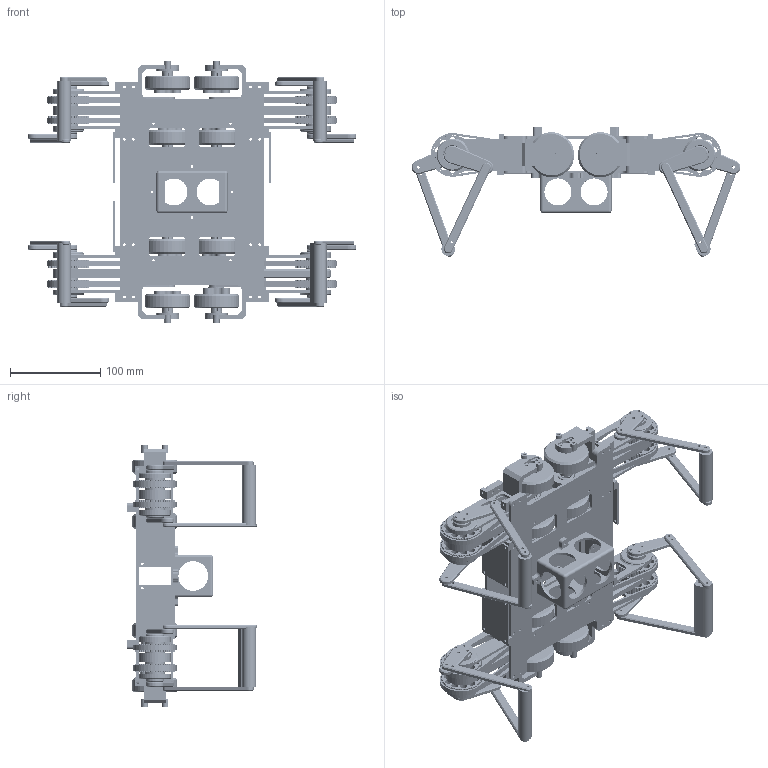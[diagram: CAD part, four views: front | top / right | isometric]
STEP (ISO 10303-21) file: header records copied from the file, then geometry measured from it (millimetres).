
FILE_DESCRIPTION((''),'2;1');
FILE_NAME('8DOG_PY_APPLE_DOG_ASM','2021-02-15T',('hp'),(''),'PRO/ENGINEER BY PARAMETRIC TECHNOLOGY CORPORATION, 2014320','PRO/ENGINEER BY PARAMETRIC TECHNOLOGY CORPORATION, 2014320','');
FILE_SCHEMA(('CONFIG_CONTROL_DESIGN'));
Products named in the file (43): BODY_BOARD_V2; MOTOR_BINDER_V2; 4008-MOTOR; PULLEY_BRACKET; REV_2_SMALL_PULLEY_LONG_PRINT; OUTER_BEARING_6704-ZZ; INNER_BEARING_6701-ZZ; SDP_A_6A53M048NF0908_1; BACKGAP; TEST_N_GAN1; TEST_N_GAN_6; FOOT_FOOT; HTD210_3M_V2; SINGLE_LEG_BIND_2_ASM; MOTOR_BINDER_V2_MIR; 4008-MOTOR_MIR; PULLEY_BRACKET_MIR; OUTER_BEARING_6704-ZZ_MIR; INNER_BEARING_6701-ZZ_MIR; SDP_A_6A53M048NF0908_1_MIR; BACKGAP_MIR; TEST_N_GAN1_MIR; TEST_N_GAN_6_MIR; FOOT_FOOT_MIR; HTD210_3M_V2_MIR; BLDC_PCB_MIR; ASM0003_ASM; ASM0004_ASM; MOTOR_BINDER_V2_MIR_MIR; 4008-MOTOR_MIR_MIR; PULLEY_BRACKET_MIR_MIR; OUTER_BEARING_6704-ZZ_MIR_MIR; INNER_BEARING_6701-ZZ_MIR_MIR; SDP_A_6A53M048NF0908_1_MIR_MIR; BACKGAP_MIR_MIR; TEST_N_GAN1_MIR_MIR; TEST_N_GAN_6_MIR_MIR; FOOT_FOOT_MIR_MIR; HTD210_3M_V2_MIR_MIR; BLDC_PCB_MIR_MIR ...
Assembly tree (100 placements, depth 3):
  8DOG_PY_APPLE_DOG_ASM
    BODY_BOARD_V2  x2
    SINGLE_LEG_BIND_2_ASM
      MOTOR_BINDER_V2  x2
      4008-MOTOR  x2
      PULLEY_BRACKET  x2
      REV_2_SMALL_PULLEY_LONG_PRINT  x2
      OUTER_BEARING_6704-ZZ  x4
      INNER_BEARING_6701-ZZ  x2
      SDP_A_6A53M048NF0908_1  x2
      BACKGAP
      TEST_N_GAN1  x2
      TEST_N_GAN_6  x2
      FOOT_FOOT
      HTD210_3M_V2  x2
    ASM0003_ASM
      MOTOR_BINDER_V2_MIR  x2
      4008-MOTOR_MIR  x2
      PULLEY_BRACKET_MIR  x2
      OUTER_BEARING_6704-ZZ_MIR  x4
      INNER_BEARING_6701-ZZ_MIR  x2
      SDP_A_6A53M048NF0908_1_MIR  x2
      BACKGAP_MIR
      TEST_N_GAN1_MIR  x2
      TEST_N_GAN_6_MIR  x2
      FOOT_FOOT_MIR
      HTD210_3M_V2_MIR  x2
      BLDC_PCB_MIR
    ASM0004_ASM
      MOTOR_BINDER_V2_MIR  x2
      4008-MOTOR_MIR  x2
      PULLEY_BRACKET_MIR  x2
      OUTER_BEARING_6704-ZZ_MIR  x4
      INNER_BEARING_6701-ZZ_MIR  x2
      SDP_A_6A53M048NF0908_1_MIR  x2
      BACKGAP_MIR
      TEST_N_GAN1_MIR  x2
      TEST_N_GAN_6_MIR  x2
      FOOT_FOOT_MIR
      HTD210_3M_V2_MIR  x2
      BLDC_PCB_MIR
    ASM0005_ASM
      MOTOR_BINDER_V2_MIR_MIR  x2
      4008-MOTOR_MIR_MIR  x2
      PULLEY_BRACKET_MIR_MIR  x2
      OUTER_BEARING_6704-ZZ_MIR_MIR  x4
      INNER_BEARING_6701-ZZ_MIR_MIR  x2
      SDP_A_6A53M048NF0908_1_MIR_MIR  x2
      BACKGAP_MIR_MIR
      TEST_N_GAN1_MIR_MIR  x2
      TEST_N_GAN_6_MIR_MIR  x2
      FOOT_FOOT_MIR_MIR
      HTD210_3M_V2_MIR_MIR  x2
      BLDC_PCB_MIR_MIR
    BATTERY_BIND_GAP
Bounding box: 364.11 x 143.17 x 289.8 mm (x, y, z)
Volume: 1051482.7 mm3; surface area: 583933.8 mm2
Topology: 96 solids, 96 shells, 5717 faces, 15864 edges, 10364 vertices
Faces by surface type: cylinder 4293, plane 972, cone 448, sphere 4
Entity records: 79238 total; most frequent: DIRECTION 15091, CARTESIAN_POINT 14123, ORIENTED_EDGE 12874, EDGE_CURVE 6437, AXIS2_PLACEMENT_3D 6233, VERTEX_POINT 4208, CIRCLE 3677, EDGE_LOOP 2803
